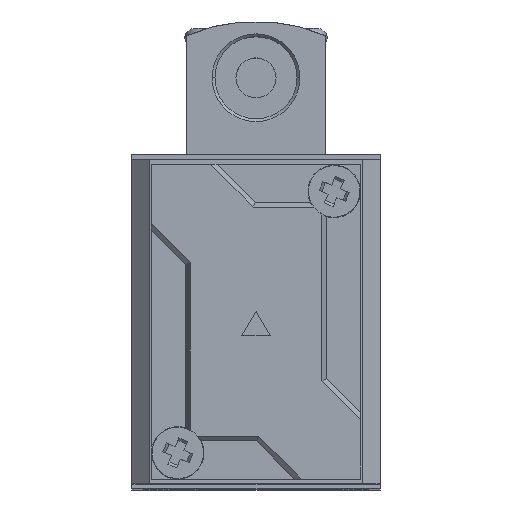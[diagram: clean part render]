
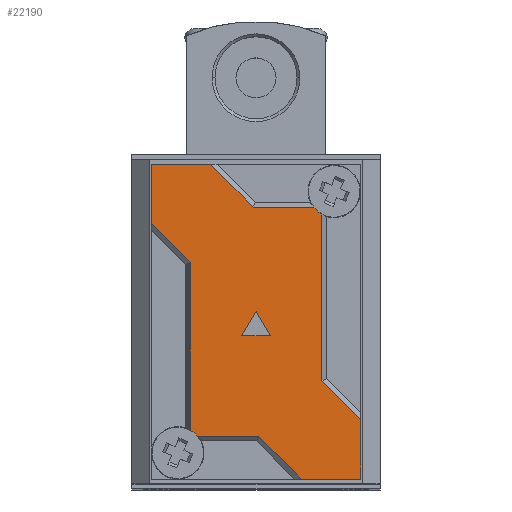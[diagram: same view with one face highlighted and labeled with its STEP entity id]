
A CAD part, top view. The second image highlights one B-rep face of the part: STEP entity #22190.
In plain terms, the highlighted face is planar.
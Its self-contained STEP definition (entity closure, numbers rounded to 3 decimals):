
#283 = AXIS2_PLACEMENT_3D ( 'NONE', #14078, #14075, #14072 ) ;
#1149 = AXIS2_PLACEMENT_3D ( 'NONE', #3815, #3814, #3813 ) ;
#1160 = AXIS2_PLACEMENT_3D ( 'NONE', #3756, #3755, #3753 ) ;
#3614 = DIRECTION ( 'NONE',  ( 1., 0., 0. ) ) ;
#3615 = CARTESIAN_POINT ( 'NONE',  ( -11., -16.5, -4. ) ) ;
#3632 = DIRECTION ( 'NONE',  ( 0., 1., 0. ) ) ;
#3633 = CARTESIAN_POINT ( 'NONE',  ( 11., 16.5, -4. ) ) ;
#3649 = DIRECTION ( 'NONE',  ( -1., 0., 0. ) ) ;
#3651 = CARTESIAN_POINT ( 'NONE',  ( 4.777, 16.5, -4. ) ) ;
#3753 = DIRECTION ( 'NONE',  ( -1., 0., 0. ) ) ;
#3755 = DIRECTION ( 'NONE',  ( 0., 0., -1. ) ) ;
#3756 = CARTESIAN_POINT ( 'NONE',  ( -8.2, 13.65, -4. ) ) ;
#3813 = DIRECTION ( 'NONE',  ( 1., 0., 0. ) ) ;
#3814 = DIRECTION ( 'NONE',  ( 0., 0., 1. ) ) ;
#3815 = CARTESIAN_POINT ( 'NONE',  ( 11., -12., -4. ) ) ;
#3816 = PLANE ( 'NONE',  #1149 ) ;
#5802 = LINE ( 'NONE', #17710, #5803 ) ;
#5803 = VECTOR ( 'NONE', #17708, 1000. ) ;
#5853 = LINE ( 'NONE', #14153, #5855 ) ;
#5855 = VECTOR ( 'NONE', #14151, 1000. ) ;
#5856 = LINE ( 'NONE', #14146, #5857 ) ;
#5857 = VECTOR ( 'NONE', #14143, 1000. ) ;
#5858 = LINE ( 'NONE', #14139, #5859 ) ;
#5859 = VECTOR ( 'NONE', #14136, 1000. ) ;
#5860 = LINE ( 'NONE', #14132, #5861 ) ;
#5861 = VECTOR ( 'NONE', #14110, 1000. ) ;
#5862 = LINE ( 'NONE', #14106, #5863 ) ;
#5863 = VECTOR ( 'NONE', #14103, 1000. ) ;
#5864 = LINE ( 'NONE', #14099, #5865 ) ;
#5865 = VECTOR ( 'NONE', #14096, 1000. ) ;
#5866 = LINE ( 'NONE', #14092, #5867 ) ;
#5867 = VECTOR ( 'NONE', #14089, 1000. ) ;
#5868 = LINE ( 'NONE', #14085, #5869 ) ;
#5869 = VECTOR ( 'NONE', #14082, 1000. ) ;
#5870 = LINE ( 'NONE', #14068, #5872 ) ;
#5871 = CIRCLE ( 'NONE', #283, 2.7 ) ;
#5872 = VECTOR ( 'NONE', #14066, 1000. ) ;
#5873 = LINE ( 'NONE', #14061, #5874 ) ;
#5874 = VECTOR ( 'NONE', #14058, 1000. ) ;
#5875 = LINE ( 'NONE', #14053, #5876 ) ;
#5876 = VECTOR ( 'NONE', #14050, 1000. ) ;
#6732 = CARTESIAN_POINT ( 'NONE',  ( 4.777, 16.5, -4. ) ) ;
#6761 = CARTESIAN_POINT ( 'NONE',  ( -6.063, 12., -4. ) ) ;
#6840 = CARTESIAN_POINT ( 'NONE',  ( 11., 16.5, -4. ) ) ;
#6844 = CARTESIAN_POINT ( 'NONE',  ( 11., 10.277, -4. ) ) ;
#6881 = CARTESIAN_POINT ( 'NONE',  ( -6.9, 11.284, -4. ) ) ;
#6885 = CARTESIAN_POINT ( 'NONE',  ( -11., -10.277, -4. ) ) ;
#6910 = CARTESIAN_POINT ( 'NONE',  ( -11., -16.5, -4. ) ) ;
#6921 = CARTESIAN_POINT ( 'NONE',  ( -4.777, -16.5, -4. ) ) ;
#6943 = CARTESIAN_POINT ( 'NONE',  ( 0., 1.098, -4. ) ) ;
#6944 = CARTESIAN_POINT ( 'NONE',  ( 1.5, -1.5, -4. ) ) ;
#6946 = CARTESIAN_POINT ( 'NONE',  ( -1.5, -1.5, -4. ) ) ;
#6947 = CARTESIAN_POINT ( 'NONE',  ( -6.9, -6.177, -4. ) ) ;
#6949 = CARTESIAN_POINT ( 'NONE',  ( 0.277, 12., -4. ) ) ;
#6951 = CARTESIAN_POINT ( 'NONE',  ( 6.9, 6.177, -4. ) ) ;
#6952 = CARTESIAN_POINT ( 'NONE',  ( 6.9, -11.384, -4. ) ) ;
#6955 = CARTESIAN_POINT ( 'NONE',  ( 6.144, -12., -4. ) ) ;
#6956 = CARTESIAN_POINT ( 'NONE',  ( -0.277, -12., -4. ) ) ;
#9535 = EDGE_CURVE ( 'NONE', #16289, #16269, #5802, .T. ) ;
#9569 = EDGE_CURVE ( 'NONE', #16242, #16241, #5853, .T. ) ;
#9570 = EDGE_CURVE ( 'NONE', #16239, #16242, #5856, .T. ) ;
#9571 = EDGE_CURVE ( 'NONE', #16241, #16239, #5858, .T. ) ;
#9572 = EDGE_CURVE ( 'NONE', #16293, #16238, #5860, .T. ) ;
#9573 = EDGE_CURVE ( 'NONE', #16236, #16392, #5862, .T. ) ;
#9574 = EDGE_CURVE ( 'NONE', #16417, #16236, #5864, .T. ) ;
#9575 = EDGE_CURVE ( 'NONE', #16235, #16323, #5866, .T. ) ;
#9576 = EDGE_CURVE ( 'NONE', #16234, #16235, #5868, .T. ) ;
#9577 = EDGE_CURVE ( 'NONE', #16232, #16234, #5871, .T. ) ;
#9578 = EDGE_CURVE ( 'NONE', #16231, #16232, #5870, .T. ) ;
#9579 = EDGE_CURVE ( 'NONE', #16260, #16231, #5873, .T. ) ;
#9580 = EDGE_CURVE ( 'NONE', #16238, #16289, #5875, .T. ) ;
#14050 = DIRECTION ( 'NONE',  ( -0.707, -0.707, 0. ) ) ;
#14053 = CARTESIAN_POINT ( 'NONE',  ( -11., -10.277, -4. ) ) ;
#14058 = DIRECTION ( 'NONE',  ( 0.707, 0.707, 0. ) ) ;
#14061 = CARTESIAN_POINT ( 'NONE',  ( -4.777, -16.5, -4. ) ) ;
#14066 = DIRECTION ( 'NONE',  ( 1., 0., 0. ) ) ;
#14068 = CARTESIAN_POINT ( 'NONE',  ( -0.277, -12., -4. ) ) ;
#14072 = DIRECTION ( 'NONE',  ( -1., 0., 0. ) ) ;
#14075 = DIRECTION ( 'NONE',  ( 0., 0., -1. ) ) ;
#14078 = CARTESIAN_POINT ( 'NONE',  ( 8.2, -13.75, -4. ) ) ;
#14082 = DIRECTION ( 'NONE',  ( 0., 1., 0. ) ) ;
#14085 = CARTESIAN_POINT ( 'NONE',  ( 6.9, 6.177, -4. ) ) ;
#14089 = DIRECTION ( 'NONE',  ( 0.707, 0.707, 0. ) ) ;
#14092 = CARTESIAN_POINT ( 'NONE',  ( 11., 10.277, -4. ) ) ;
#14096 = DIRECTION ( 'NONE',  ( -0.707, -0.707, 0. ) ) ;
#14099 = CARTESIAN_POINT ( 'NONE',  ( 4.777, 16.5, -4. ) ) ;
#14103 = DIRECTION ( 'NONE',  ( -1., 0., 0. ) ) ;
#14106 = CARTESIAN_POINT ( 'NONE',  ( -6.9, 12., -4. ) ) ;
#14110 = DIRECTION ( 'NONE',  ( 0., -1., 0. ) ) ;
#14132 = CARTESIAN_POINT ( 'NONE',  ( -6.9, 12., -4. ) ) ;
#14136 = DIRECTION ( 'NONE',  ( -1., 0., 0. ) ) ;
#14139 = CARTESIAN_POINT ( 'NONE',  ( -1.5, -1.5, -4. ) ) ;
#14143 = DIRECTION ( 'NONE',  ( 0.5, 0.866, 0. ) ) ;
#14146 = CARTESIAN_POINT ( 'NONE',  ( -1.5, -1.5, -4. ) ) ;
#14151 = DIRECTION ( 'NONE',  ( 0.5, -0.866, 0. ) ) ;
#14153 = CARTESIAN_POINT ( 'NONE',  ( 1.5, -1.5, -4. ) ) ;
#14475 = FACE_BOUND ( 'NONE', #19363, .T. ) ;
#14476 = FACE_OUTER_BOUND ( 'NONE', #17619, .T. ) ;
#14499 = CIRCLE ( 'NONE', #1160, 2.7 ) ;
#14547 = LINE ( 'NONE', #3651, #14548 ) ;
#14548 = VECTOR ( 'NONE', #3649, 1000. ) ;
#14559 = LINE ( 'NONE', #3633, #14560 ) ;
#14560 = VECTOR ( 'NONE', #3632, 1000. ) ;
#14571 = LINE ( 'NONE', #3615, #14572 ) ;
#14572 = VECTOR ( 'NONE', #3614, 1000. ) ;
#16231 = VERTEX_POINT ( 'NONE', #6956 ) ;
#16232 = VERTEX_POINT ( 'NONE', #6955 ) ;
#16234 = VERTEX_POINT ( 'NONE', #6952 ) ;
#16235 = VERTEX_POINT ( 'NONE', #6951 ) ;
#16236 = VERTEX_POINT ( 'NONE', #6949 ) ;
#16238 = VERTEX_POINT ( 'NONE', #6947 ) ;
#16239 = VERTEX_POINT ( 'NONE', #6946 ) ;
#16241 = VERTEX_POINT ( 'NONE', #6944 ) ;
#16242 = VERTEX_POINT ( 'NONE', #6943 ) ;
#16260 = VERTEX_POINT ( 'NONE', #6921 ) ;
#16269 = VERTEX_POINT ( 'NONE', #6910 ) ;
#16289 = VERTEX_POINT ( 'NONE', #6885 ) ;
#16293 = VERTEX_POINT ( 'NONE', #6881 ) ;
#16323 = VERTEX_POINT ( 'NONE', #6844 ) ;
#16326 = VERTEX_POINT ( 'NONE', #6840 ) ;
#16392 = VERTEX_POINT ( 'NONE', #6761 ) ;
#16417 = VERTEX_POINT ( 'NONE', #6732 ) ;
#17619 = EDGE_LOOP ( 'NONE', ( #20178, #20177, #20176, #20175, #20174, #20173, #20172, #20171, #20170, #20169, #20167, #20166, #20165, #20164 ) ) ;
#17708 = DIRECTION ( 'NONE',  ( 0., -1., 0. ) ) ;
#17710 = CARTESIAN_POINT ( 'NONE',  ( -11., -10.277, -4. ) ) ;
#19363 = EDGE_LOOP ( 'NONE', ( #20181, #20180, #20179 ) ) ;
#20164 = ORIENTED_EDGE ( 'NONE', *, *, #9580, .F. ) ;
#20165 = ORIENTED_EDGE ( 'NONE', *, *, #9535, .F. ) ;
#20166 = ORIENTED_EDGE ( 'NONE', *, *, #22255, .F. ) ;
#20167 = ORIENTED_EDGE ( 'NONE', *, *, #9579, .F. ) ;
#20169 = ORIENTED_EDGE ( 'NONE', *, *, #9578, .F. ) ;
#20170 = ORIENTED_EDGE ( 'NONE', *, *, #9577, .F. ) ;
#20171 = ORIENTED_EDGE ( 'NONE', *, *, #9576, .F. ) ;
#20172 = ORIENTED_EDGE ( 'NONE', *, *, #9575, .F. ) ;
#20173 = ORIENTED_EDGE ( 'NONE', *, *, #22249, .F. ) ;
#20174 = ORIENTED_EDGE ( 'NONE', *, *, #22243, .F. ) ;
#20175 = ORIENTED_EDGE ( 'NONE', *, *, #9574, .F. ) ;
#20176 = ORIENTED_EDGE ( 'NONE', *, *, #9573, .F. ) ;
#20177 = ORIENTED_EDGE ( 'NONE', *, *, #22212, .F. ) ;
#20178 = ORIENTED_EDGE ( 'NONE', *, *, #9572, .F. ) ;
#20179 = ORIENTED_EDGE ( 'NONE', *, *, #9571, .F. ) ;
#20180 = ORIENTED_EDGE ( 'NONE', *, *, #9570, .F. ) ;
#20181 = ORIENTED_EDGE ( 'NONE', *, *, #9569, .F. ) ;
#22190 = ADVANCED_FACE ( 'NONE', ( #14475, #14476 ), #3816, .F. ) ;
#22212 = EDGE_CURVE ( 'NONE', #16392, #16293, #14499, .T. ) ;
#22243 = EDGE_CURVE ( 'NONE', #16326, #16417, #14547, .T. ) ;
#22249 = EDGE_CURVE ( 'NONE', #16323, #16326, #14559, .T. ) ;
#22255 = EDGE_CURVE ( 'NONE', #16269, #16260, #14571, .T. ) ;
